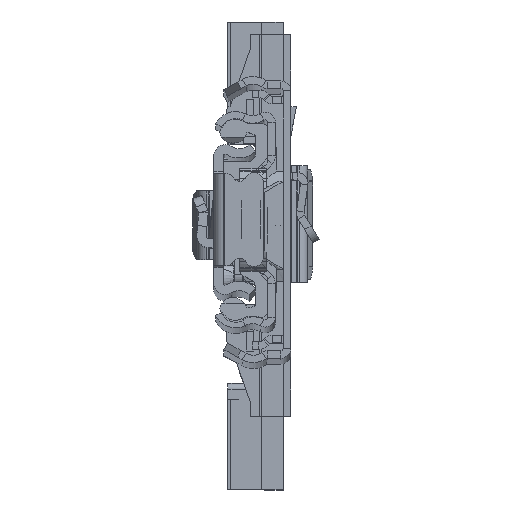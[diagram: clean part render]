
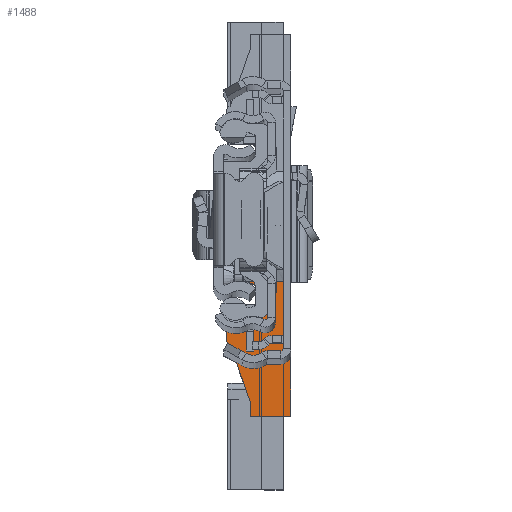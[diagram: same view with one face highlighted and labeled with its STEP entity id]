
A CAD part, top view. The second image highlights one B-rep face of the part: STEP entity #1488.
In plain terms, the highlighted face is planar.
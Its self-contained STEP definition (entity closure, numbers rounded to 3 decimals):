
#538 = VERTEX_POINT ( 'NONE', #8583 ) ;
#839 = CARTESIAN_POINT ( 'NONE',  ( 19., 0., -67. ) ) ;
#1488 = ADVANCED_FACE ( 'NONE', ( #18701 ), #27616, .F. ) ;
#1498 = AXIS2_PLACEMENT_3D ( 'NONE', #21478, #4041, #19056 ) ;
#2033 = DIRECTION ( 'NONE',  ( 0., 1., 0. ) ) ;
#2246 = EDGE_CURVE ( 'NONE', #7182, #3061, #19488, .T. ) ;
#2302 = ORIENTED_EDGE ( 'NONE', *, *, #27841, .F. ) ;
#2994 = EDGE_CURVE ( 'NONE', #16750, #31058, #34255, .T. ) ;
#3061 = VERTEX_POINT ( 'NONE', #13124 ) ;
#3750 = ORIENTED_EDGE ( 'NONE', *, *, #17579, .F. ) ;
#3874 = EDGE_CURVE ( 'NONE', #14438, #13945, #30513, .T. ) ;
#4000 = ORIENTED_EDGE ( 'NONE', *, *, #2994, .F. ) ;
#4009 = DIRECTION ( 'NONE',  ( 1., 0., 0. ) ) ;
#4041 = DIRECTION ( 'NONE',  ( 0., 0., -1. ) ) ;
#4251 = CARTESIAN_POINT ( 'NONE',  ( 30.5, 5.2, -67. ) ) ;
#4311 = EDGE_CURVE ( 'NONE', #16750, #538, #19514, .T. ) ;
#4429 = DIRECTION ( 'NONE',  ( -1., 0., 0. ) ) ;
#4668 = DIRECTION ( 'NONE',  ( 0., -1., 0. ) ) ;
#5686 = EDGE_CURVE ( 'NONE', #11473, #26487, #20601, .T. ) ;
#5746 = LINE ( 'NONE', #14293, #16277 ) ;
#5946 = VERTEX_POINT ( 'NONE', #26874 ) ;
#6010 = LINE ( 'NONE', #11773, #25183 ) ;
#6286 = DIRECTION ( 'NONE',  ( 0., -1., 0. ) ) ;
#7046 = DIRECTION ( 'NONE',  ( 1., 0., 0. ) ) ;
#7182 = VERTEX_POINT ( 'NONE', #18628 ) ;
#7654 = DIRECTION ( 'NONE',  ( -0.945, 0.328, 0. ) ) ;
#7722 = EDGE_CURVE ( 'NONE', #3061, #26487, #29674, .T. ) ;
#7800 = CARTESIAN_POINT ( 'NONE',  ( 30.5, 0., -67. ) ) ;
#7942 = CARTESIAN_POINT ( 'NONE',  ( 13., 9., -67. ) ) ;
#8165 = CARTESIAN_POINT ( 'NONE',  ( 9.012, -17.65, -67. ) ) ;
#8332 = CARTESIAN_POINT ( 'NONE',  ( 10.318, 3.419, -67. ) ) ;
#8583 = CARTESIAN_POINT ( 'NONE',  ( 9.012, 5.732, -67. ) ) ;
#8644 = ORIENTED_EDGE ( 'NONE', *, *, #25657, .T. ) ;
#8825 = CARTESIAN_POINT ( 'NONE',  ( 10.318, 3.419, -67. ) ) ;
#10110 = ORIENTED_EDGE ( 'NONE', *, *, #13867, .F. ) ;
#11294 = CARTESIAN_POINT ( 'NONE',  ( 13., 3.663, -67. ) ) ;
#11473 = VERTEX_POINT ( 'NONE', #28670 ) ;
#11660 = CARTESIAN_POINT ( 'NONE',  ( 10.38, 3.353, -67. ) ) ;
#11773 = CARTESIAN_POINT ( 'NONE',  ( -28.5, 9., -67. ) ) ;
#12708 = LINE ( 'NONE', #29087, #35061 ) ;
#12722 = EDGE_CURVE ( 'NONE', #18653, #28915, #12708, .T. ) ;
#12899 = VECTOR ( 'NONE', #4429, 1000. ) ;
#12987 = CARTESIAN_POINT ( 'NONE',  ( 18.5, 8.5, -67. ) ) ;
#13124 = CARTESIAN_POINT ( 'NONE',  ( 13., 4.318, -67. ) ) ;
#13461 = VECTOR ( 'NONE', #7654, 1000. ) ;
#13552 = CARTESIAN_POINT ( 'NONE',  ( 12.586, 3.2, -67. ) ) ;
#13555 = ORIENTED_EDGE ( 'NONE', *, *, #35336, .T. ) ;
#13867 = EDGE_CURVE ( 'NONE', #5946, #7182, #20870, .T. ) ;
#13945 = VERTEX_POINT ( 'NONE', #35020 ) ;
#14060 = VECTOR ( 'NONE', #32684, 1000. ) ;
#14293 = CARTESIAN_POINT ( 'NONE',  ( 19., 9., -67. ) ) ;
#14380 = CARTESIAN_POINT ( 'NONE',  ( 13.5, 8.5, -67. ) ) ;
#14431 = EDGE_CURVE ( 'NONE', #33983, #14438, #18552, .T. ) ;
#14434 = VERTEX_POINT ( 'NONE', #21898 ) ;
#14438 = VERTEX_POINT ( 'NONE', #24678 ) ;
#15786 = VECTOR ( 'NONE', #4668, 1000. ) ;
#16176 = AXIS2_PLACEMENT_3D ( 'NONE', #35624, #25005, #30226 ) ;
#16181 = CARTESIAN_POINT ( 'NONE',  ( 9.012, 0., -67. ) ) ;
#16277 = VECTOR ( 'NONE', #6286, 1000. ) ;
#16750 = VERTEX_POINT ( 'NONE', #16181 ) ;
#16784 = ORIENTED_EDGE ( 'NONE', *, *, #14431, .F. ) ;
#17396 = B_SPLINE_CURVE_WITH_KNOTS ( 'NONE', 3,
 ( #8332, #11660, #25442, #28037, #33640, #34178 ),
 .UNSPECIFIED., .F., .F.,
 ( 4, 2, 4 ),
 ( 0., 0., 0.001 ),
 .UNSPECIFIED. ) ;
#17507 = CARTESIAN_POINT ( 'NONE',  ( 30.5, -1.2, -67. ) ) ;
#17579 = EDGE_CURVE ( 'NONE', #13945, #14434, #35339, .T. ) ;
#17986 = ORIENTED_EDGE ( 'NONE', *, *, #12722, .F. ) ;
#18552 = LINE ( 'NONE', #29885, #12899 ) ;
#18628 = CARTESIAN_POINT ( 'NONE',  ( 13., 8.5, -67. ) ) ;
#18653 = VERTEX_POINT ( 'NONE', #25901 ) ;
#18701 = FACE_OUTER_BOUND ( 'NONE', #36384, .T. ) ;
#19056 = DIRECTION ( 'NONE',  ( -1., 0., 0. ) ) ;
#19488 = LINE ( 'NONE', #7942, #33464 ) ;
#19514 = LINE ( 'NONE', #8165, #33685 ) ;
#20109 = CARTESIAN_POINT ( 'NONE',  ( -28.5, 0., -67. ) ) ;
#20601 = LINE ( 'NONE', #31958, #14060 ) ;
#20842 = ORIENTED_EDGE ( 'NONE', *, *, #3874, .F. ) ;
#20867 = DIRECTION ( 'NONE',  ( -1., 0., 0. ) ) ;
#20870 = CIRCLE ( 'NONE', #36336, 0.5 ) ;
#21006 = ORIENTED_EDGE ( 'NONE', *, *, #21305, .F. ) ;
#21026 = ORIENTED_EDGE ( 'NONE', *, *, #4311, .T. ) ;
#21305 = EDGE_CURVE ( 'NONE', #33503, #538, #26449, .T. ) ;
#21478 = CARTESIAN_POINT ( 'NONE',  ( 14.498, 7.304, -67. ) ) ;
#21898 = CARTESIAN_POINT ( 'NONE',  ( 18.5, 9., -67. ) ) ;
#22111 = ORIENTED_EDGE ( 'NONE', *, *, #5686, .T. ) ;
#22226 = ORIENTED_EDGE ( 'NONE', *, *, #2246, .F. ) ;
#22742 = CARTESIAN_POINT ( 'NONE',  ( 12., 3.2, -67. ) ) ;
#23092 = DIRECTION ( 'NONE',  ( 1., 0., 0. ) ) ;
#24678 = CARTESIAN_POINT ( 'NONE',  ( 28.5, 5.2, -67. ) ) ;
#25005 = DIRECTION ( 'NONE',  ( 0., 0., 1. ) ) ;
#25183 = VECTOR ( 'NONE', #20867, 1000. ) ;
#25253 = CARTESIAN_POINT ( 'NONE',  ( 13., 4.318, -67. ) ) ;
#25442 = CARTESIAN_POINT ( 'NONE',  ( 10.451, 3.299, -67. ) ) ;
#25657 = EDGE_CURVE ( 'NONE', #33503, #11473, #17396, .T. ) ;
#25725 = DIRECTION ( 'NONE',  ( 0., 0., 1. ) ) ;
#25901 = CARTESIAN_POINT ( 'NONE',  ( 19., -1.2, -67. ) ) ;
#26449 = CIRCLE ( 'NONE', #1498, 5.707 ) ;
#26487 = VERTEX_POINT ( 'NONE', #22742 ) ;
#26874 = CARTESIAN_POINT ( 'NONE',  ( 13.5, 9., -67. ) ) ;
#27616 = PLANE ( 'NONE',  #16176 ) ;
#27841 = EDGE_CURVE ( 'NONE', #14434, #5946, #6010, .T. ) ;
#28037 = CARTESIAN_POINT ( 'NONE',  ( 10.614, 3.222, -67. ) ) ;
#28670 = CARTESIAN_POINT ( 'NONE',  ( 10.792, 3.2, -67. ) ) ;
#28915 = VERTEX_POINT ( 'NONE', #17507 ) ;
#29062 = DIRECTION ( 'NONE',  ( 1., 0., 0. ) ) ;
#29087 = CARTESIAN_POINT ( 'NONE',  ( 0., -1.2, -67. ) ) ;
#29674 =( BOUNDED_CURVE ( )  B_SPLINE_CURVE ( 3, ( #25253, #11294, #13552, #30844 ),
 .UNSPECIFIED., .F., .F. ) 
 B_SPLINE_CURVE_WITH_KNOTS ( ( 4, 4 ),
 ( 4.712, 6.283 ),
 .UNSPECIFIED. ) 
 CURVE ( )  GEOMETRIC_REPRESENTATION_ITEM ( )  RATIONAL_B_SPLINE_CURVE ( ( 1., 0.805, 0.805, 1. ) ) 
 REPRESENTATION_ITEM ( '' )  );
#29885 = CARTESIAN_POINT ( 'NONE',  ( 30.5, 5.2, -67. ) ) ;
#30226 = DIRECTION ( 'NONE',  ( 1., 0., 0. ) ) ;
#30337 = ORIENTED_EDGE ( 'NONE', *, *, #33816, .F. ) ;
#30448 = DIRECTION ( 'NONE',  ( 0., -1., 0. ) ) ;
#30513 = LINE ( 'NONE', #30709, #13461 ) ;
#30709 = CARTESIAN_POINT ( 'NONE',  ( 28.5, 5.2, -67. ) ) ;
#30844 = CARTESIAN_POINT ( 'NONE',  ( 12., 3.2, -67. ) ) ;
#31058 = VERTEX_POINT ( 'NONE', #839 ) ;
#31833 = VECTOR ( 'NONE', #23092, 1000. ) ;
#31958 = CARTESIAN_POINT ( 'NONE',  ( 13., 3.2, -67. ) ) ;
#32684 = DIRECTION ( 'NONE',  ( 1., 0., 0. ) ) ;
#32702 = DIRECTION ( 'NONE',  ( 0., 0., 1. ) ) ;
#33115 = LINE ( 'NONE', #7800, #15786 ) ;
#33464 = VECTOR ( 'NONE', #30448, 1000. ) ;
#33503 = VERTEX_POINT ( 'NONE', #8825 ) ;
#33544 = AXIS2_PLACEMENT_3D ( 'NONE', #12987, #32702, #7046 ) ;
#33640 = CARTESIAN_POINT ( 'NONE',  ( 10.701, 3.2, -67. ) ) ;
#33685 = VECTOR ( 'NONE', #2033, 1000. ) ;
#33816 = EDGE_CURVE ( 'NONE', #31058, #18653, #5746, .T. ) ;
#33983 = VERTEX_POINT ( 'NONE', #4251 ) ;
#34178 = CARTESIAN_POINT ( 'NONE',  ( 10.792, 3.2, -67. ) ) ;
#34255 = LINE ( 'NONE', #20109, #31833 ) ;
#35020 = CARTESIAN_POINT ( 'NONE',  ( 19., 8.5, -67. ) ) ;
#35061 = VECTOR ( 'NONE', #4009, 1000. ) ;
#35336 = EDGE_CURVE ( 'NONE', #33983, #28915, #33115, .T. ) ;
#35339 = CIRCLE ( 'NONE', #33544, 0.5 ) ;
#35624 = CARTESIAN_POINT ( 'NONE',  ( -28.5, 9., -67. ) ) ;
#35773 = ORIENTED_EDGE ( 'NONE', *, *, #7722, .F. ) ;
#36336 = AXIS2_PLACEMENT_3D ( 'NONE', #14380, #25725, #29062 ) ;
#36384 = EDGE_LOOP ( 'NONE', ( #4000, #21026, #21006, #8644, #22111, #35773, #22226, #10110, #2302, #3750, #20842, #16784, #13555, #17986, #30337 ) ) ;
